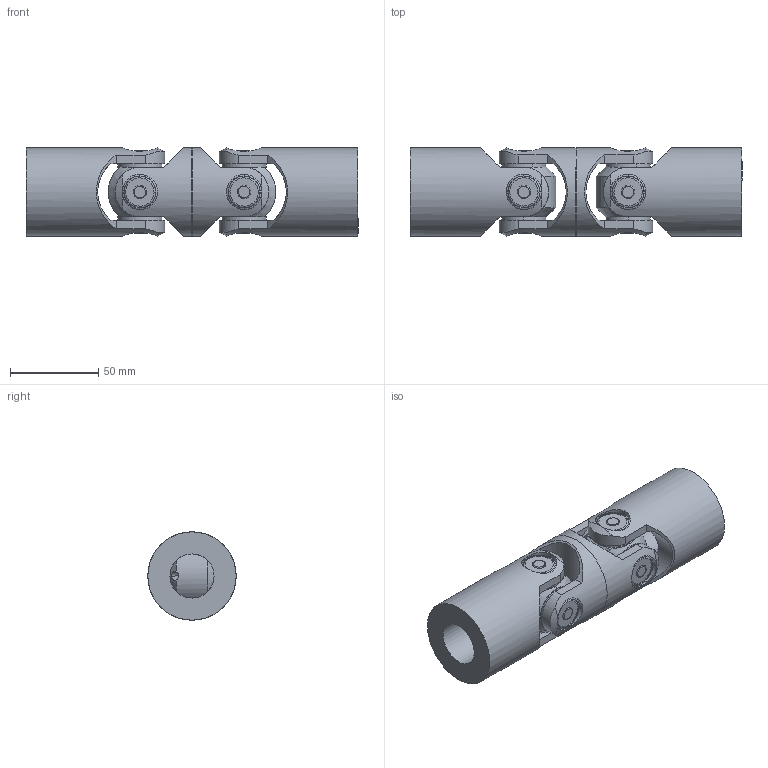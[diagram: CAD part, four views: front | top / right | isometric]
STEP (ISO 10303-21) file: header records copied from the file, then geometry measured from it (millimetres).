
FILE_DESCRIPTION(/* description */ ('Alibre Inc.'),/* implementation_level */ '2;1');
FILE_NAME(/* name */ 'export0',/* time_stamp */ '2012-08-13T16:15:01+02:00',/* author */ (''),/* organization */ (''),/* preprocessor_version */ 'ST-DEVELOPER v12',/* originating_system */ 'Alibre',/* authorisation */ '');
FILE_SCHEMA (('CONFIG_CONTROL_DESIGN'));
Length unit declared in the file: centimetre
Products named in the file (5): ID_1
Bounding box: 188 x 50 x 50 mm (x, y, z)
Volume: 246431.3 mm3; surface area: 86122.5 mm2
Topology: 22 solids, 22 shells, 400 faces, 930 edges, 590 vertices
Faces by surface type: cylinder 164, plane 108, torus 80, cone 48
Full cylindrical faces by diameter (mm): 20 x8, 25 x2, 50 x4
Entity records: 7212 total; most frequent: CARTESIAN_POINT 1751, DIRECTION 1023, ORIENTED_EDGE 996, EDGE_CURVE 498, AXIS2_PLACEMENT_3D 488, VERTEX_POINT 321, EDGE_LOOP 267, FACE_BOUND 267
